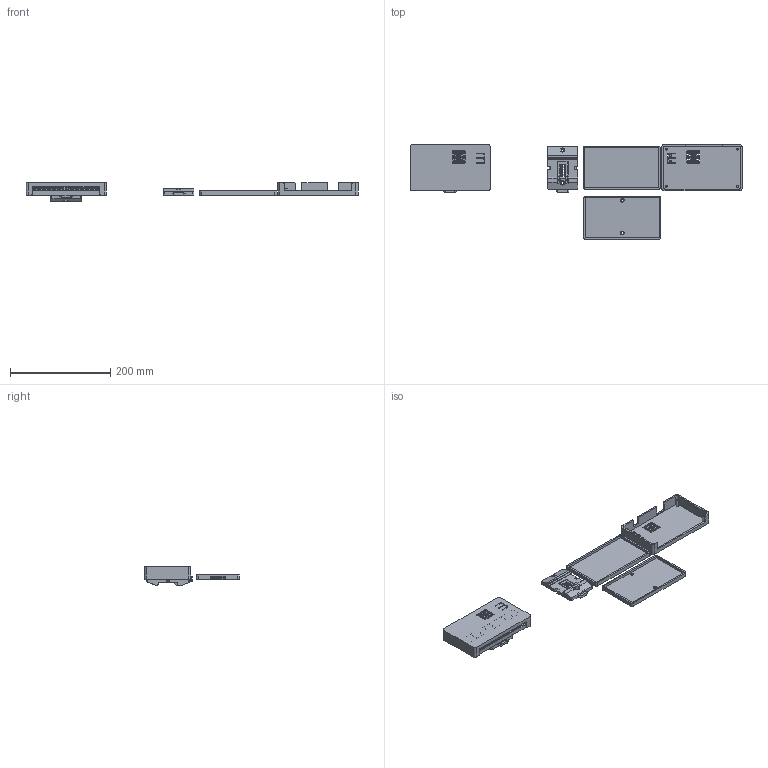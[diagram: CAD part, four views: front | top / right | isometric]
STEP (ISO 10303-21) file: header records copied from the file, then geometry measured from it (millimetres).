
FILE_DESCRIPTION(('HOOPS Exchange Step'),'2;1');
FILE_NAME('temp_export','2025-03-05T11:21:51+03:00',('Windows11'),('Shapr3D Limited'),'HOOPS Exchange 2024.2','Shapr3D','Authorized');
FILE_SCHEMA( ('AUTOMOTIVE_DESIGN { 1 0 10303 214 1 1 1 1 }') );
Length unit declared in the file: millimetre
Products named in the file (3): temp_import.STEP; temp_import.step; root
Assembly tree (2 placements, depth 2):
  root
    temp_import.STEP
    temp_import.step
Bounding box: 663 x 189.13 x 36 mm (x, y, z)
Volume: 422721.8 mm3; surface area: 272361.4 mm2
Topology: 8 solids, 8 shells, 1506 faces, 4097 edges, 2650 vertices
Faces by surface type: plane 971, cylinder 418, torus 43, sphere 40, bspline 34
Full cylindrical faces by diameter (mm): 0.8 x46, 2.2 x8, 3.1 x4, 3.4 x3, 3.5 x2, 3.85 x24, 4 x12, 5.415 x2, 5.441 x2, 5.5 x4, 7.415 x2, 7.441 x2, 8.2 x3
Entity records: 48596 total; most frequent: CARTESIAN_POINT 9794, ORIENTED_EDGE 8106, DIRECTION 7820, EDGE_CURVE 4053, VECTOR 3068, LINE 3068, VERTEX_POINT 2650, AXIS2_PLACEMENT_3D 2376
